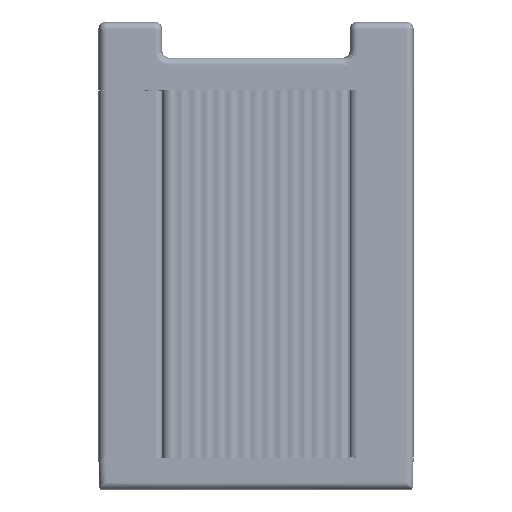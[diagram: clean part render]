
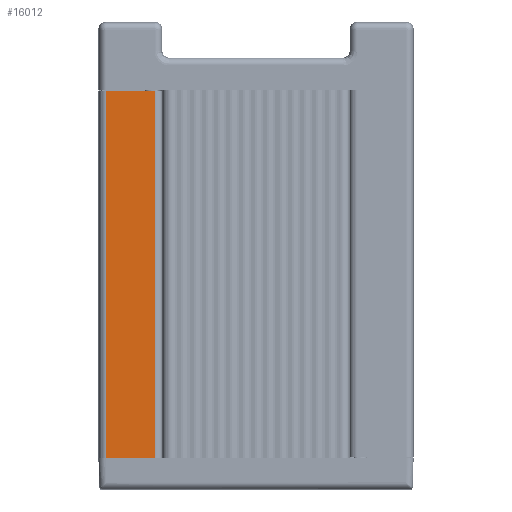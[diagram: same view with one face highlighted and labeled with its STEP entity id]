
A CAD part, left-side view. The second image highlights one B-rep face of the part: STEP entity #16012.
In plain terms, the highlighted face is planar.
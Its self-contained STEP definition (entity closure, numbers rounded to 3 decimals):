
#1947=FACE_OUTER_BOUND('',#3275,.T.);
#3275=EDGE_LOOP('',(#13893,#13894,#13895,#13896));
#5331=LINE('',#26783,#6542);
#5350=LINE('',#26837,#6561);
#5367=LINE('',#26873,#6578);
#5368=LINE('',#26875,#6579);
#6542=VECTOR('',#22016,1.);
#6561=VECTOR('',#22055,1.);
#6578=VECTOR('',#22104,1.);
#6579=VECTOR('',#22107,1.);
#7936=VERTEX_POINT('',#26780);
#7937=VERTEX_POINT('',#26782);
#7961=VERTEX_POINT('',#26834);
#7962=VERTEX_POINT('',#26836);
#9944=EDGE_CURVE('',#7937,#7936,#5331,.T.);
#9971=EDGE_CURVE('',#7962,#7961,#5350,.T.);
#9990=EDGE_CURVE('',#7936,#7962,#5367,.T.);
#9991=EDGE_CURVE('',#7937,#7961,#5368,.T.);
#13893=ORIENTED_EDGE('',*,*,#9971,.T.);
#13894=ORIENTED_EDGE('',*,*,#9991,.F.);
#13895=ORIENTED_EDGE('',*,*,#9944,.T.);
#13896=ORIENTED_EDGE('',*,*,#9990,.T.);
#15268=PLANE('',#17935);
#16012=ADVANCED_FACE('',(#1947),#15268,.T.);
#17935=AXIS2_PLACEMENT_3D('',#26874,#22105,#22106);
#22016=DIRECTION('',(-1.,0.,0.));
#22055=DIRECTION('',(1.,0.,0.));
#22104=DIRECTION('',(0.,0.,1.));
#22105=DIRECTION('center_axis',(0.,1.,0.));
#22106=DIRECTION('ref_axis',(0.,0.,1.));
#22107=DIRECTION('',(0.,0.,1.));
#26780=CARTESIAN_POINT('',(-10.177,4.35,-107.25));
#26782=CARTESIAN_POINT('',(10.35,4.35,-107.25));
#26783=CARTESIAN_POINT('',(30.624,4.35,-107.25));
#26834=CARTESIAN_POINT('',(10.35,4.35,47.25));
#26836=CARTESIAN_POINT('',(-10.177,4.35,47.25));
#26837=CARTESIAN_POINT('',(30.624,4.35,47.25));
#26873=CARTESIAN_POINT('',(-10.177,4.35,-107.25));
#26874=CARTESIAN_POINT('Origin',(-10.177,4.35,-107.25));
#26875=CARTESIAN_POINT('',(10.35,4.35,-107.25));
